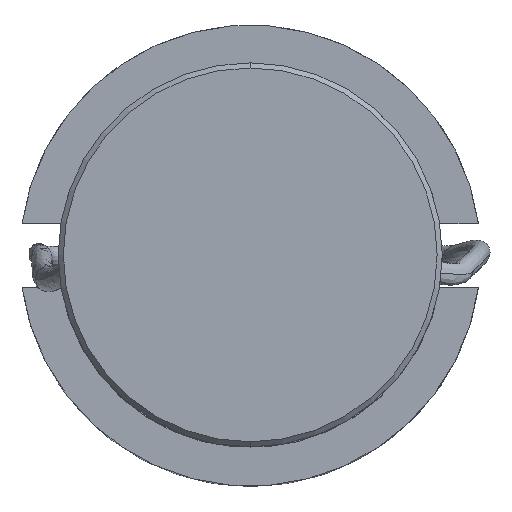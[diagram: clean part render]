
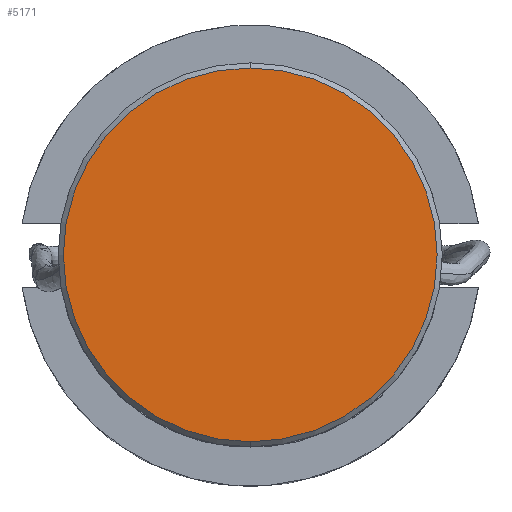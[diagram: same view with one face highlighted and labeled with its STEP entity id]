
A CAD part, top view. The second image highlights one B-rep face of the part: STEP entity #5171.
In plain terms, the highlighted planar face has unit normal (0, 0, -1).
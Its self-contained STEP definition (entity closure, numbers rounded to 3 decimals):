
#205 = EDGE_CURVE ( 'NONE', #7354, #4123, #1948, .T. ) ;
#880 = DIRECTION ( 'NONE',  ( 0., 0., -1. ) ) ;
#1035 = EDGE_CURVE ( 'NONE', #4123, #7354, #6681, .T. ) ;
#1641 = CARTESIAN_POINT ( 'NONE',  ( 0., 0., 26. ) ) ;
#1677 = CARTESIAN_POINT ( 'NONE',  ( 0., 0., 26. ) ) ;
#1945 = ORIENTED_EDGE ( 'NONE', *, *, #1035, .T. ) ;
#1948 = CIRCLE ( 'NONE', #6669, 7.3 ) ;
#2282 = DIRECTION ( 'NONE',  ( 0., 0., 1. ) ) ;
#2324 = DIRECTION ( 'NONE',  ( 0., 1., 0. ) ) ;
#3233 = CARTESIAN_POINT ( 'NONE',  ( 0., 7.3, 26. ) ) ;
#4123 = VERTEX_POINT ( 'NONE', #4577 ) ;
#4161 = AXIS2_PLACEMENT_3D ( 'NONE', #1641, #2282, #6715 ) ;
#4577 = CARTESIAN_POINT ( 'NONE',  ( 0., -7.3, 26. ) ) ;
#4699 = CARTESIAN_POINT ( 'NONE',  ( 0., 0., 26. ) ) ;
#4775 = AXIS2_PLACEMENT_3D ( 'NONE', #1677, #6121, #2324 ) ;
#5171 = ADVANCED_FACE ( 'NONE', ( #6039 ), #6078, .F. ) ;
#5339 = DIRECTION ( 'NONE',  ( 0., 1., 0. ) ) ;
#5344 = ORIENTED_EDGE ( 'NONE', *, *, #205, .T. ) ;
#6039 = FACE_OUTER_BOUND ( 'NONE', #6600, .T. ) ;
#6078 = PLANE ( 'NONE',  #4161 ) ;
#6121 = DIRECTION ( 'NONE',  ( 0., 0., -1. ) ) ;
#6600 = EDGE_LOOP ( 'NONE', ( #5344, #1945 ) ) ;
#6669 = AXIS2_PLACEMENT_3D ( 'NONE', #4699, #880, #5339 ) ;
#6681 = CIRCLE ( 'NONE', #4775, 7.3 ) ;
#6715 = DIRECTION ( 'NONE',  ( 1., 0., 0. ) ) ;
#7354 = VERTEX_POINT ( 'NONE', #3233 ) ;
